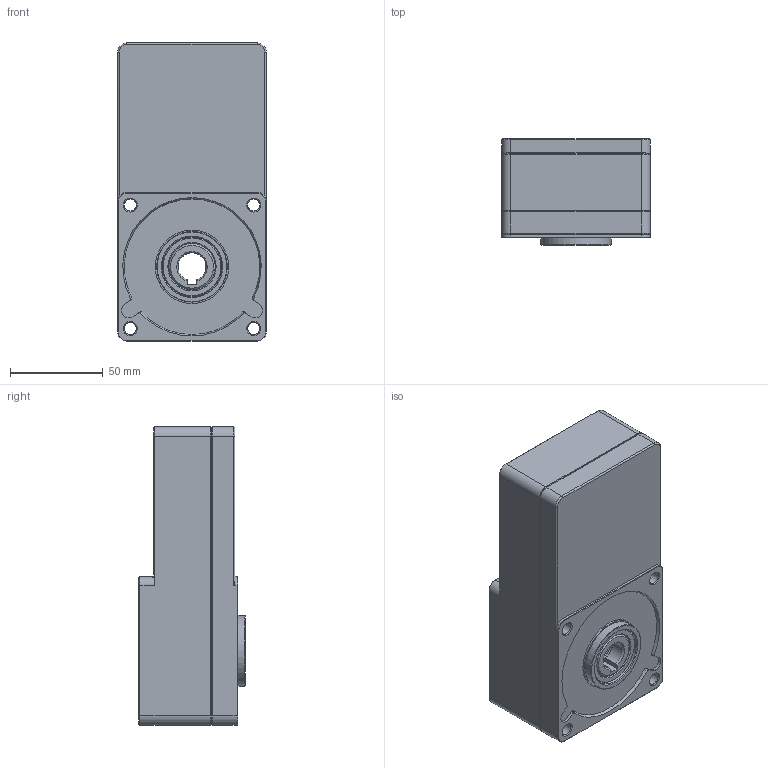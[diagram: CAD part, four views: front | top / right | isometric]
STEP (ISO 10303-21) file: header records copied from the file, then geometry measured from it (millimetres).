
FILE_DESCRIPTION(/* description */ (''),/* implementation_level */ '2;1');
FILE_NAME(/* name */ 'K8HㅁBTH.stp',/* time_stamp */ '2021-02-23T12:05:52+09:00',/* author */ ('유광진'),/* organization */ (''),/* preprocessor_version */ 'ST-DEVELOPER v18',/* originating_system */ 'Autodesk Inventor 2020',/* authorisation */ '');
FILE_SCHEMA (('AUTOMOTIVE_DESIGN { 1 0 10303 214 3 1 1 }'));
Length unit declared in the file: millimetre
Products named in the file (6): K8HㅁBTH; MAINSHAFT-STEP; G-CASE-STEP; G-COVER-STEP; K8 GASKET-STEP; OILSEAL (25X32X4T VC)-STEP
Assembly tree (6 placements, depth 2):
  K8HㅁBTH
    MAINSHAFT-STEP
    OILSEAL (25X32X4T VC)-STEP  x2
    G-CASE-STEP
    G-COVER-STEP
    K8 GASKET-STEP
Bounding box: 80 x 57.2 x 160.5 mm (x, y, z)
Volume: 563422.9 mm3; surface area: 101542.9 mm2
Topology: 6 solids, 7 shells, 376 faces, 967 edges, 623 vertices
Faces by surface type: cylinder 162, plane 107, cone 59, torus 44, bspline 4
Full cylindrical faces by diameter (mm): 2.4 x2, 2.459 x2, 4.5 x1, 4.8 x4, 4.917 x4, 5 x2, 5.5 x3, 6.5 x8, 8.5 x1, 9.5 x3, 10 x1, 24.6 x2, 25 x4, 29.4 x2, 30 x2, 32 x5, 38 x1, 39 x1, 39.5 x1, 73 x1
Entity records: 11967 total; most frequent: DIRECTION 2206, CARTESIAN_POINT 2150, ORIENTED_EDGE 1902, EDGE_CURVE 951, AXIS2_PLACEMENT_3D 899, VERTEX_POINT 611, CIRCLE 521, EDGE_LOOP 438
